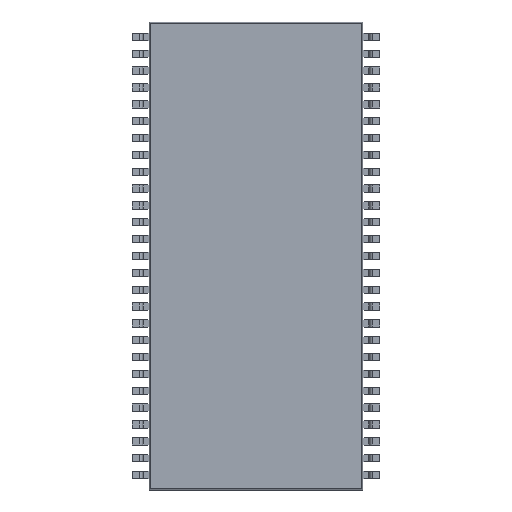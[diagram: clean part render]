
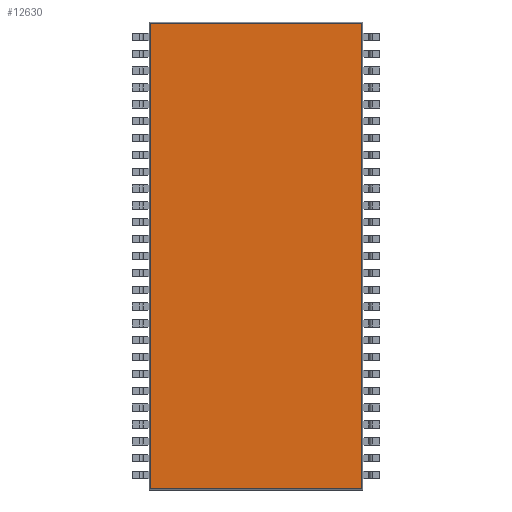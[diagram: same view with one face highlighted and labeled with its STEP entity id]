
A CAD part, front view. The second image highlights one B-rep face of the part: STEP entity #12630.
In plain terms, the highlighted planar face has unit normal (0, -1, 0).
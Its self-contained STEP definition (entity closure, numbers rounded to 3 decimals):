
#375 = ORIENTED_EDGE ( 'NONE', *, *, #9196, .T. ) ;
#915 = EDGE_CURVE ( 'NONE', #1744, #18291, #15066, .T. ) ;
#1486 = VECTOR ( 'NONE', #16672, 1000. ) ;
#1744 = VERTEX_POINT ( 'NONE', #7303 ) ;
#2073 = VECTOR ( 'NONE', #18209, 1000. ) ;
#4042 = VERTEX_POINT ( 'NONE', #15089 ) ;
#4199 = DIRECTION ( 'NONE',  ( 0., 0., -1. ) ) ;
#5059 = LINE ( 'NONE', #18795, #14268 ) ;
#5759 = PLANE ( 'NONE',  #11161 ) ;
#6986 = CARTESIAN_POINT ( 'NONE',  ( 5.08, 0.12, 11.042 ) ) ;
#7303 = CARTESIAN_POINT ( 'NONE',  ( 5.012, 0.12, -11.042 ) ) ;
#7724 = VERTEX_POINT ( 'NONE', #11857 ) ;
#7904 = FACE_OUTER_BOUND ( 'NONE', #14664, .T. ) ;
#7991 = EDGE_CURVE ( 'NONE', #7724, #1744, #22285, .T. ) ;
#9196 = EDGE_CURVE ( 'NONE', #4042, #7724, #5059, .T. ) ;
#10614 = LINE ( 'NONE', #6986, #17225 ) ;
#10771 = DIRECTION ( 'NONE',  ( -1., 0., 0. ) ) ;
#11161 = AXIS2_PLACEMENT_3D ( 'NONE', #16932, #20546, #4199 ) ;
#11857 = CARTESIAN_POINT ( 'NONE',  ( -5.012, 0.12, -11.042 ) ) ;
#12630 = ADVANCED_FACE ( 'NONE', ( #7904 ), #5759, .T. ) ;
#13466 = ORIENTED_EDGE ( 'NONE', *, *, #16498, .T. ) ;
#14268 = VECTOR ( 'NONE', #17032, 1000. ) ;
#14664 = EDGE_LOOP ( 'NONE', ( #16201, #21191, #13466, #375 ) ) ;
#15066 = LINE ( 'NONE', #22287, #1486 ) ;
#15089 = CARTESIAN_POINT ( 'NONE',  ( -5.012, 0.12, 11.042 ) ) ;
#16201 = ORIENTED_EDGE ( 'NONE', *, *, #7991, .T. ) ;
#16287 = CARTESIAN_POINT ( 'NONE',  ( -5.08, 0.12, -11.042 ) ) ;
#16498 = EDGE_CURVE ( 'NONE', #18291, #4042, #10614, .T. ) ;
#16672 = DIRECTION ( 'NONE',  ( 0., 0., 1. ) ) ;
#16932 = CARTESIAN_POINT ( 'NONE',  ( 0., 0.12, 0. ) ) ;
#17032 = DIRECTION ( 'NONE',  ( 0., 0., -1. ) ) ;
#17225 = VECTOR ( 'NONE', #10771, 1000. ) ;
#18209 = DIRECTION ( 'NONE',  ( 1., 0., 0. ) ) ;
#18291 = VERTEX_POINT ( 'NONE', #18798 ) ;
#18795 = CARTESIAN_POINT ( 'NONE',  ( -5.012, 0.12, 11.11 ) ) ;
#18798 = CARTESIAN_POINT ( 'NONE',  ( 5.012, 0.12, 11.042 ) ) ;
#20546 = DIRECTION ( 'NONE',  ( 0., -1., 0. ) ) ;
#21191 = ORIENTED_EDGE ( 'NONE', *, *, #915, .T. ) ;
#22285 = LINE ( 'NONE', #16287, #2073 ) ;
#22287 = CARTESIAN_POINT ( 'NONE',  ( 5.012, 0.12, -11.11 ) ) ;
